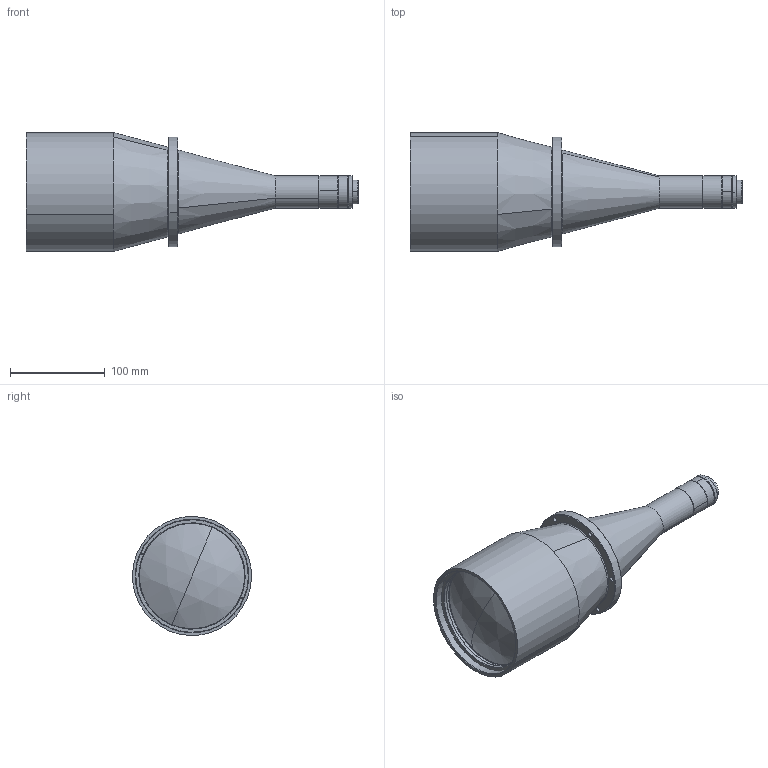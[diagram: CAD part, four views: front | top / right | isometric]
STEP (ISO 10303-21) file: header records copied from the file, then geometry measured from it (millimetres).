
FILE_DESCRIPTION (( 'STEP AP214' ), '1' );
FILE_NAME ('TTL11.5-105-160C.STEP', '2023-05-12T05:57:06', ( '' ), ( '' ), 'SwSTEP 2.0', 'SolidWorks 2022', '' );
FILE_SCHEMA (( 'AUTOMOTIVE_DESIGN' ));
Length unit declared in the file: millimetre
Products named in the file (1): TTL11.5-105-160C
Bounding box: 351.32 x 125.9 x 125.9 mm (x, y, z)
Volume: 750514.5 mm3; surface area: 244960.6 mm2
Topology: 19 solids, 19 shells, 414 faces, 912 edges, 573 vertices
Faces by surface type: cylinder 160, cone 115, plane 94, bspline 45
Entity records: 18145 total; most frequent: CARTESIAN_POINT 3945, DIRECTION 2161, ORIENTED_EDGE 1824, AXIS2_PLACEMENT_3D 923, EDGE_CURVE 912, VERTEX_POINT 573, CIRCLE 553, EDGE_LOOP 495
